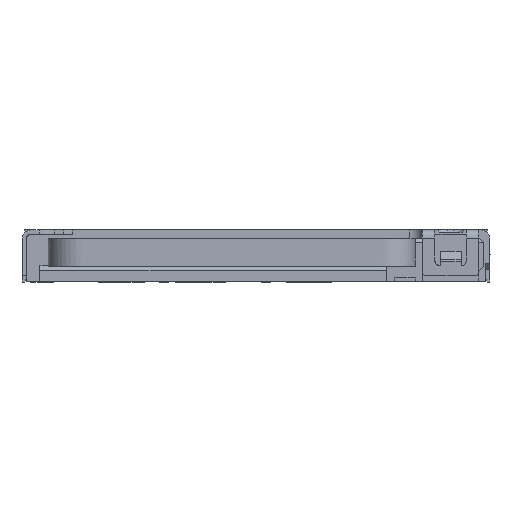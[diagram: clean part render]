
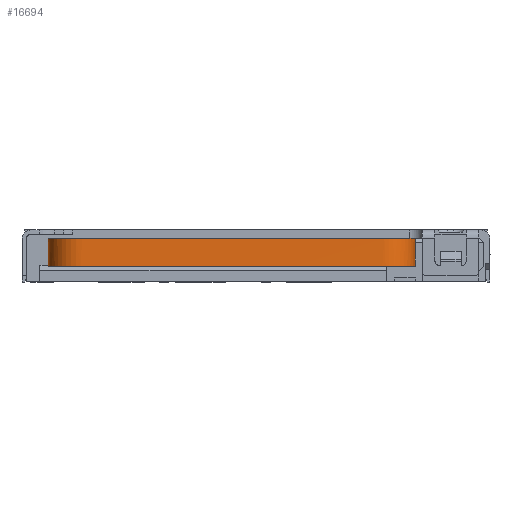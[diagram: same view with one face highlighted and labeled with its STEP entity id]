
A CAD part, front view. The second image highlights one B-rep face of the part: STEP entity #16694.
In plain terms, the highlighted free-form (B-spline) face has degree [2, 1] with [21, 2] control points.
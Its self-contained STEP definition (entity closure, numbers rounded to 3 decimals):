
#15=(
BOUNDED_CURVE()
B_SPLINE_CURVE(2,(#29989,#29990,#29991,#29992,#29993,#29994,#29995,#29996,
#29997),.UNSPECIFIED.,.F.,.F.)
B_SPLINE_CURVE_WITH_KNOTS((3,2,2,2,3),(42.077,42.087,
43.343,50.543,51.8),.UNSPECIFIED.)
CURVE()
GEOMETRIC_REPRESENTATION_ITEM()
RATIONAL_B_SPLINE_CURVE((1.,1.,1.,0.707,1.,1.,1.,0.707,
1.))
REPRESENTATION_ITEM('')
);
#16=(
BOUNDED_CURVE()
B_SPLINE_CURVE(2,(#30001,#30002,#30003,#30004,#30005,#30006,#30007,#30008,
#30009),.UNSPECIFIED.,.F.,.F.)
B_SPLINE_CURVE_WITH_KNOTS((3,2,2,2,3),(-51.8,-50.543,-43.343,
-42.087,-41.687),.UNSPECIFIED.)
CURVE()
GEOMETRIC_REPRESENTATION_ITEM()
RATIONAL_B_SPLINE_CURVE((1.,0.707,1.,1.,1.,0.707,
1.,1.,1.))
REPRESENTATION_ITEM('')
);
#151=(
BOUNDED_SURFACE()
B_SPLINE_SURFACE(2,1,((#29943,#29944),(#29945,#29946),(#29947,#29948),(#29949,
#29950),(#29951,#29952),(#29953,#29954),(#29955,#29956),(#29957,#29958),
(#29959,#29960),(#29961,#29962),(#29963,#29964),(#29965,#29966),(#29967,
#29968),(#29969,#29970),(#29971,#29972),(#29973,#29974),(#29975,#29976),
(#29977,#29978),(#29979,#29980),(#29981,#29982),(#29983,#29984)),
 .UNSPECIFIED.,.T.,.F.,.F.)
B_SPLINE_SURFACE_WITH_KNOTS((3,2,2,2,2,2,2,2,2,2,3),(2,2),(11.622,
22.322,23.579,29.805,30.04,32.125,
32.361,42.087,43.343,50.543,51.8),
(0.,0.08),.UNSPECIFIED.)
GEOMETRIC_REPRESENTATION_ITEM()
RATIONAL_B_SPLINE_SURFACE(((1.,1.),(1.,1.),(1.,1.),(0.707,0.707),
(1.,1.),(1.,1.),(1.,1.),(0.924,0.924),(1.,1.),(1.,
1.),(1.,1.),(0.924,0.924),(1.,1.),(1.,1.),(1.,1.),
(0.707,0.707),(1.,1.),(1.,1.),(1.,1.),(0.707,
0.707),(1.,1.)))
REPRESENTATION_ITEM('')
SURFACE()
);
#1634=FACE_OUTER_BOUND('',#2174,.T.);
#2174=EDGE_LOOP('',(#15765,#15766,#15767,#15768,#15769,#15770));
#4622=LINE('',#29987,#7073);
#4623=LINE('',#29999,#7074);
#4624=LINE('',#30011,#7075);
#4625=LINE('',#30012,#7076);
#7073=VECTOR('',#23007,10.);
#7074=VECTOR('',#23008,10.);
#7075=VECTOR('',#23009,10.);
#7076=VECTOR('',#23010,10.);
#9969=VERTEX_POINT('',#29985);
#9970=VERTEX_POINT('',#29986);
#9971=VERTEX_POINT('',#29988);
#9972=VERTEX_POINT('',#29998);
#9973=VERTEX_POINT('',#30000);
#9974=VERTEX_POINT('',#30010);
#12867=EDGE_CURVE('',#9969,#9970,#4622,.T.);
#12868=EDGE_CURVE('',#9970,#9971,#15,.T.);
#12869=EDGE_CURVE('',#9971,#9972,#4623,.T.);
#12870=EDGE_CURVE('',#9972,#9973,#16,.T.);
#12871=EDGE_CURVE('',#9973,#9974,#4624,.T.);
#12872=EDGE_CURVE('',#9974,#9969,#4625,.T.);
#15765=ORIENTED_EDGE('',*,*,#12867,.T.);
#15766=ORIENTED_EDGE('',*,*,#12868,.T.);
#15767=ORIENTED_EDGE('',*,*,#12869,.T.);
#15768=ORIENTED_EDGE('',*,*,#12870,.T.);
#15769=ORIENTED_EDGE('',*,*,#12871,.T.);
#15770=ORIENTED_EDGE('',*,*,#12872,.T.);
#16694=ADVANCED_FACE('',(#1634),#151,.T.);
#23007=DIRECTION('',(0.,-0.707,0.707));
#23008=DIRECTION('',(0.,1.,0.));
#23009=DIRECTION('',(0.,-1.,0.));
#23010=DIRECTION('',(0.,0.,1.));
#29943=CARTESIAN_POINT('Ctrl Pts',(4.8,0.38,11.45));
#29944=CARTESIAN_POINT('Ctrl Pts',(4.8,1.184,11.45));
#29945=CARTESIAN_POINT('Ctrl Pts',(4.8,0.38,6.1));
#29946=CARTESIAN_POINT('Ctrl Pts',(4.8,1.184,6.1));
#29947=CARTESIAN_POINT('Ctrl Pts',(4.8,0.38,0.75));
#29948=CARTESIAN_POINT('Ctrl Pts',(4.8,1.184,0.75));
#29949=CARTESIAN_POINT('Ctrl Pts',(4.8,0.38,-0.05));
#29950=CARTESIAN_POINT('Ctrl Pts',(4.8,1.184,-0.05));
#29951=CARTESIAN_POINT('Ctrl Pts',(4.,0.38,-0.05));
#29952=CARTESIAN_POINT('Ctrl Pts',(4.,1.184,-0.05));
#29953=CARTESIAN_POINT('Ctrl Pts',(0.887,0.38,
-0.05));
#29954=CARTESIAN_POINT('Ctrl Pts',(0.887,1.184,-0.05));
#29955=CARTESIAN_POINT('Ctrl Pts',(-2.226,0.38,
-0.05));
#29956=CARTESIAN_POINT('Ctrl Pts',(-2.226,1.184,-0.05));
#29957=CARTESIAN_POINT('Ctrl Pts',(-2.35,0.38,
-0.05));
#29958=CARTESIAN_POINT('Ctrl Pts',(-2.35,1.184,-0.05));
#29959=CARTESIAN_POINT('Ctrl Pts',(-2.438,0.38,
0.038));
#29960=CARTESIAN_POINT('Ctrl Pts',(-2.438,1.184,0.038));
#29961=CARTESIAN_POINT('Ctrl Pts',(-3.175,0.38,0.775));
#29962=CARTESIAN_POINT('Ctrl Pts',(-3.175,1.184,0.775));
#29963=CARTESIAN_POINT('Ctrl Pts',(-3.912,0.38,
1.512));
#29964=CARTESIAN_POINT('Ctrl Pts',(-3.912,1.184,1.512));
#29965=CARTESIAN_POINT('Ctrl Pts',(-4.,0.38,1.6));
#29966=CARTESIAN_POINT('Ctrl Pts',(-4.,1.184,1.6));
#29967=CARTESIAN_POINT('Ctrl Pts',(-4.,0.38,
1.724));
#29968=CARTESIAN_POINT('Ctrl Pts',(-4.,1.184,1.724));
#29969=CARTESIAN_POINT('Ctrl Pts',(-4.,0.38,
6.587));
#29970=CARTESIAN_POINT('Ctrl Pts',(-4.,1.184,6.587));
#29971=CARTESIAN_POINT('Ctrl Pts',(-4.,0.38,11.45));
#29972=CARTESIAN_POINT('Ctrl Pts',(-4.,1.184,11.45));
#29973=CARTESIAN_POINT('Ctrl Pts',(-4.,0.38,12.25));
#29974=CARTESIAN_POINT('Ctrl Pts',(-4.,1.184,12.25));
#29975=CARTESIAN_POINT('Ctrl Pts',(-3.2,0.38,12.25));
#29976=CARTESIAN_POINT('Ctrl Pts',(-3.2,1.184,12.25));
#29977=CARTESIAN_POINT('Ctrl Pts',(0.4,0.38,12.25));
#29978=CARTESIAN_POINT('Ctrl Pts',(0.4,1.184,12.25));
#29979=CARTESIAN_POINT('Ctrl Pts',(4.,0.38,12.25));
#29980=CARTESIAN_POINT('Ctrl Pts',(4.,1.184,12.25));
#29981=CARTESIAN_POINT('Ctrl Pts',(4.8,0.38,12.25));
#29982=CARTESIAN_POINT('Ctrl Pts',(4.8,1.184,12.25));
#29983=CARTESIAN_POINT('Ctrl Pts',(4.8,0.38,11.45));
#29984=CARTESIAN_POINT('Ctrl Pts',(4.8,1.184,11.45));
#29985=CARTESIAN_POINT('',(-4.,0.4,11.42));
#29986=CARTESIAN_POINT('',(-4.,0.38,11.44));
#29987=CARTESIAN_POINT('',(-4.,0.4,11.42));
#29988=CARTESIAN_POINT('',(4.8,0.38,11.45));
#29989=CARTESIAN_POINT('Ctrl Pts',(-4.,0.38,11.44));
#29990=CARTESIAN_POINT('Ctrl Pts',(-4.,0.38,11.445));
#29991=CARTESIAN_POINT('Ctrl Pts',(-4.,0.38,11.45));
#29992=CARTESIAN_POINT('Ctrl Pts',(-4.,0.38,12.25));
#29993=CARTESIAN_POINT('Ctrl Pts',(-3.2,0.38,12.25));
#29994=CARTESIAN_POINT('Ctrl Pts',(0.4,0.38,12.25));
#29995=CARTESIAN_POINT('Ctrl Pts',(4.,0.38,12.25));
#29996=CARTESIAN_POINT('Ctrl Pts',(4.8,0.38,12.25));
#29997=CARTESIAN_POINT('Ctrl Pts',(4.8,0.38,11.45));
#29998=CARTESIAN_POINT('',(4.8,1.05,11.45));
#29999=CARTESIAN_POINT('',(4.8,0.38,11.45));
#30000=CARTESIAN_POINT('',(-4.,1.05,11.05));
#30001=CARTESIAN_POINT('Ctrl Pts',(4.8,1.05,11.45));
#30002=CARTESIAN_POINT('Ctrl Pts',(4.8,1.05,12.25));
#30003=CARTESIAN_POINT('Ctrl Pts',(4.,1.05,12.25));
#30004=CARTESIAN_POINT('Ctrl Pts',(0.4,1.05,12.25));
#30005=CARTESIAN_POINT('Ctrl Pts',(-3.2,1.05,12.25));
#30006=CARTESIAN_POINT('Ctrl Pts',(-4.,1.05,12.25));
#30007=CARTESIAN_POINT('Ctrl Pts',(-4.,1.05,11.45));
#30008=CARTESIAN_POINT('Ctrl Pts',(-4.,1.05,11.25));
#30009=CARTESIAN_POINT('Ctrl Pts',(-4.,1.05,11.05));
#30010=CARTESIAN_POINT('',(-4.,0.4,11.05));
#30011=CARTESIAN_POINT('',(-4.,1.05,11.05));
#30012=CARTESIAN_POINT('',(-4.,0.4,11.05));
